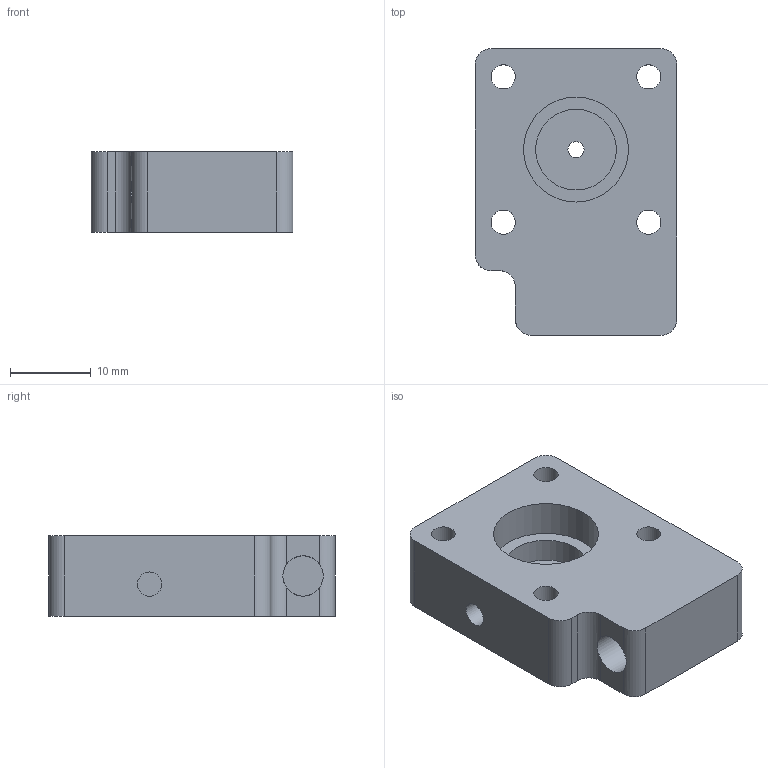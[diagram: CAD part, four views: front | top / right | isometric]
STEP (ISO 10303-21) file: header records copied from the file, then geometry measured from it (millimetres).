
FILE_DESCRIPTION(/* description */ (''),/* implementation_level */ '2;1');
FILE_NAME(/* name */ 'Body.stp',/* time_stamp */ '2015-09-04T09:08:57+01:00',/* author */ ('Oliver'),/* organization */ (''),/* preprocessor_version */ 'ST-DEVELOPER v15.6',/* originating_system */ 'Autodesk Inventor 2015',/* authorisation */ '');
FILE_SCHEMA (('AUTOMOTIVE_DESIGN { 1 0 10303 214 3 1 1 }'));
Length unit declared in the file: millimetre
Products named in the file (1): BodyCastSmall
Bounding box: 25 x 35.5 x 10 mm (x, y, z)
Volume: 6939.4 mm3; surface area: 3790.7 mm2
Topology: 1 solids, 1 shells, 30 faces, 72 edges, 48 vertices
Faces by surface type: cylinder 16, plane 14
Full cylindrical faces by diameter (mm): 2 x1, 3 x6, 5 x1, 10 x1, 13 x1
Entity records: 889 total; most frequent: CARTESIAN_POINT 158, DIRECTION 154, ORIENTED_EDGE 122, AXIS2_PLACEMENT_3D 64, EDGE_CURVE 61, EDGE_LOOP 54, VERTEX_POINT 47, CIRCLE 33
